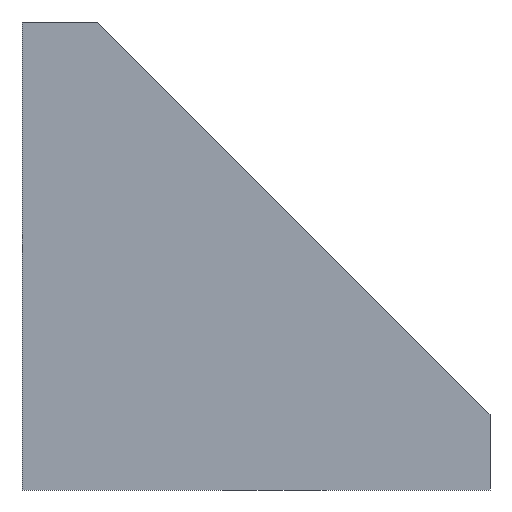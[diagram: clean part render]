
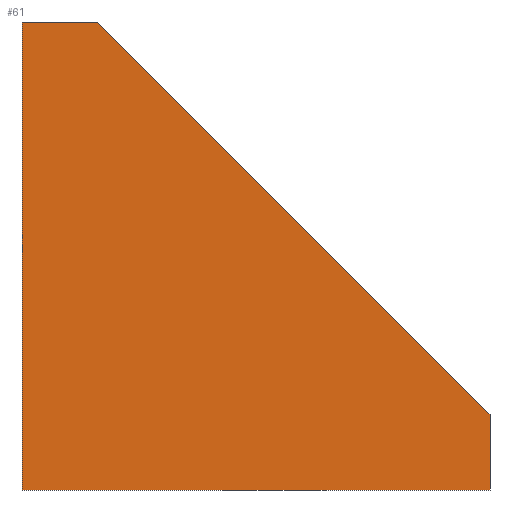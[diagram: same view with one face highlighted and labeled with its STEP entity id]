
A CAD part, left-side view. The second image highlights one B-rep face of the part: STEP entity #61.
In plain terms, the highlighted planar face has unit normal (-1, 0, 0).
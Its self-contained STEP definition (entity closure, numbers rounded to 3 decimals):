
#61=ADVANCED_FACE('',(#123),#124,.F.);
#123=FACE_OUTER_BOUND('',#183,.T.);
#124=PLANE('',#184);
#183=EDGE_LOOP('',(#287,#288,#289,#290,#291));
#184=AXIS2_PLACEMENT_3D('',#292,#293,#294);
#287=ORIENTED_EDGE('',*,*,#380,.T.);
#288=ORIENTED_EDGE('',*,*,#383,.F.);
#289=ORIENTED_EDGE('',*,*,#384,.F.);
#290=ORIENTED_EDGE('',*,*,#385,.F.);
#291=ORIENTED_EDGE('',*,*,#386,.T.);
#292=CARTESIAN_POINT('',(-10.0,-14.0,14.0));
#293=DIRECTION('',(1.0,0.0,-0.0));
#294=DIRECTION('',(0.0,0.0,1.0));
#380=EDGE_CURVE('',#452,#450,#453,.T.);
#383=EDGE_CURVE('',#456,#450,#457,.T.);
#384=EDGE_CURVE('',#458,#456,#459,.T.);
#385=EDGE_CURVE('',#460,#458,#461,.T.);
#386=EDGE_CURVE('',#460,#452,#462,.T.);
#450=VERTEX_POINT('',#545);
#452=VERTEX_POINT('',#548);
#453=LINE('',#549,#550);
#456=VERTEX_POINT('',#554);
#457=LINE('',#555,#556);
#458=VERTEX_POINT('',#557);
#459=LINE('',#558,#559);
#460=VERTEX_POINT('',#560);
#461=LINE('',#561,#562);
#462=LINE('',#563,#564);
#545=CARTESIAN_POINT('',(-10.0,-4.5,28.0));
#548=CARTESIAN_POINT('',(-10.0,-28.0,4.5));
#549=CARTESIAN_POINT('',(-10.0,-12.226,20.274));
#550=VECTOR('',#629,1.0);
#554=CARTESIAN_POINT('',(-10.0,0.0,28.0));
#555=CARTESIAN_POINT('',(-10.0,-14.0,28.0));
#556=VECTOR('',#631,1.0);
#557=CARTESIAN_POINT('',(-10.0,0.0,0.0));
#558=CARTESIAN_POINT('',(-10.0,0.0,14.0));
#559=VECTOR('',#632,1.0);
#560=CARTESIAN_POINT('',(-10.0,-28.0,0.0));
#561=CARTESIAN_POINT('',(-10.0,-14.0,0.0));
#562=VECTOR('',#633,1.0);
#563=CARTESIAN_POINT('',(-10.0,-28.0,14.0));
#564=VECTOR('',#634,1.0);
#629=DIRECTION('',(-0.0,0.707,0.707));
#631=DIRECTION('',(0.0,-1.0,0.0));
#632=DIRECTION('',(0.0,0.0,1.0));
#633=DIRECTION('',(0.0,1.0,0.0));
#634=DIRECTION('',(0.0,0.0,1.0));
